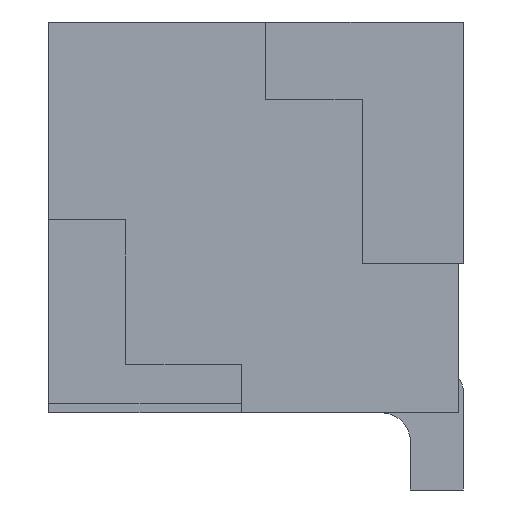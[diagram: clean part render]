
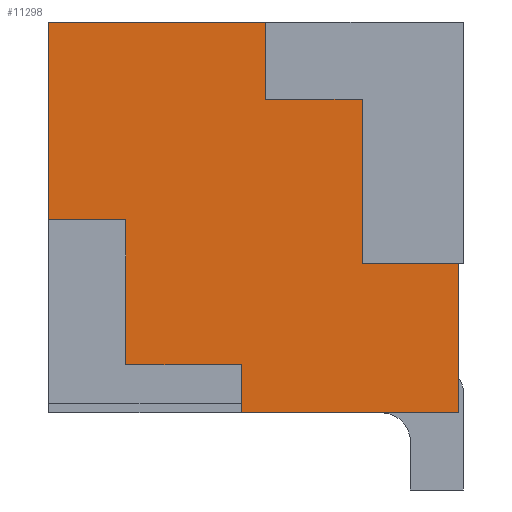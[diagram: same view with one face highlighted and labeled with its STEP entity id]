
A CAD part, left-side view. The second image highlights one B-rep face of the part: STEP entity #11298.
In plain terms, the highlighted planar face has unit normal (-1, 0, 0).
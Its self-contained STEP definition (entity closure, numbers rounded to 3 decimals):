
#10925=CARTESIAN_POINT('',(-9.75,0.0,-2.025));
#10926=VERTEX_POINT('',#10925);
#10933=CARTESIAN_POINT('',(-9.75,2.25,-2.025));
#10934=VERTEX_POINT('',#10933);
#10935=CARTESIAN_POINT('',(-9.75,4.25,-2.025));
#10936=DIRECTION('',(0.0,-1.0,0.0));
#10937=VECTOR('',#10936,1.0);
#10938=LINE('',#10935,#10937);
#10939=EDGE_CURVE('n� 981',#10934,#10926,#10938,.T.);
#11175=CARTESIAN_POINT('',(-9.75,4.25,-0.025));
#11176=VERTEX_POINT('',#11175);
#11183=CARTESIAN_POINT('',(-9.75,4.25,2.025));
#11184=VERTEX_POINT('',#11183);
#11185=CARTESIAN_POINT('',(-9.75,4.25,2.025));
#11186=DIRECTION('',(0.0,0.0,1.0));
#11187=VECTOR('',#11186,1.0);
#11188=LINE('',#11185,#11187);
#11189=EDGE_CURVE('n� 978',#11176,#11184,#11188,.T.);
#11213=CARTESIAN_POINT('',(-9.75,1.0,1.225));
#11214=VERTEX_POINT('',#11213);
#11215=CARTESIAN_POINT('',(-9.75,2.0,1.225));
#11216=VERTEX_POINT('',#11215);
#11217=CARTESIAN_POINT('',(-9.75,2.0,1.225));
#11218=DIRECTION('',(0.0,1.0,0.0));
#11219=VECTOR('',#11218,1.0);
#11220=LINE('',#11217,#11219);
#11221=EDGE_CURVE('n� 2179',#11214,#11216,#11220,.T.);
#11222=ORIENTED_EDGE('',*,*,#11221,.T.);
#11223=CARTESIAN_POINT('',(-9.75,2.0,2.025));
#11224=VERTEX_POINT('',#11223);
#11225=CARTESIAN_POINT('',(-9.75,2.0,2.025));
#11226=DIRECTION('',(0.0,0.0,1.0));
#11227=VECTOR('',#11226,1.0);
#11228=LINE('',#11225,#11227);
#11229=EDGE_CURVE('n� 2176',#11216,#11224,#11228,.T.);
#11230=ORIENTED_EDGE('',*,*,#11229,.T.);
#11231=CARTESIAN_POINT('',(-9.75,4.25,2.025));
#11232=DIRECTION('',(-0.0,-1.0,0.0));
#11233=VECTOR('',#11232,1.0);
#11234=LINE('',#11231,#11233);
#11235=EDGE_CURVE('n� 75',#11184,#11224,#11234,.T.);
#11236=ORIENTED_EDGE('',*,*,#11235,.F.);
#11237=ORIENTED_EDGE('',*,*,#11189,.F.);
#11238=CARTESIAN_POINT('',(-9.75,3.45,-0.025));
#11239=VERTEX_POINT('',#11238);
#11240=CARTESIAN_POINT('',(-9.75,3.45,-0.025));
#11241=DIRECTION('',(0.0,1.0,0.0));
#11242=VECTOR('',#11241,1.0);
#11243=LINE('',#11240,#11242);
#11244=EDGE_CURVE('n� 1046',#11239,#11176,#11243,.T.);
#11245=ORIENTED_EDGE('',*,*,#11244,.F.);
#11246=CARTESIAN_POINT('',(-9.75,3.45,-1.525));
#11247=VERTEX_POINT('',#11246);
#11248=CARTESIAN_POINT('',(-9.75,3.45,-1.525));
#11249=DIRECTION('',(0.0,0.0,1.0));
#11250=VECTOR('',#11249,1.0);
#11251=LINE('',#11248,#11250);
#11252=EDGE_CURVE('n� 1061',#11247,#11239,#11251,.T.);
#11253=ORIENTED_EDGE('',*,*,#11252,.F.);
#11254=CARTESIAN_POINT('',(-9.75,2.25,-1.525));
#11255=VERTEX_POINT('',#11254);
#11256=CARTESIAN_POINT('',(-9.75,2.25,-1.525));
#11257=DIRECTION('',(0.0,1.0,0.0));
#11258=VECTOR('',#11257,1.0);
#11259=LINE('',#11256,#11258);
#11260=EDGE_CURVE('n� 1058',#11255,#11247,#11259,.T.);
#11261=ORIENTED_EDGE('',*,*,#11260,.F.);
#11262=CARTESIAN_POINT('',(-9.75,2.25,-2.025));
#11263=DIRECTION('',(0.0,0.0,1.0));
#11264=VECTOR('',#11263,1.0);
#11265=LINE('',#11262,#11264);
#11266=EDGE_CURVE('n� 1055',#10934,#11255,#11265,.T.);
#11267=ORIENTED_EDGE('',*,*,#11266,.F.);
#11268=ORIENTED_EDGE('',*,*,#10939,.T.);
#11269=CARTESIAN_POINT('',(-9.75,0.0,-0.475));
#11270=VERTEX_POINT('',#11269);
#11271=CARTESIAN_POINT('',(-9.75,0.0,2.025));
#11272=DIRECTION('',(-0.0,0.0,1.0));
#11273=VECTOR('',#11272,1.0);
#11274=LINE('',#11271,#11273);
#11275=EDGE_CURVE('n� 49',#10926,#11270,#11274,.T.);
#11276=ORIENTED_EDGE('',*,*,#11275,.T.);
#11277=CARTESIAN_POINT('',(-9.75,1.0,-0.475));
#11278=VERTEX_POINT('',#11277);
#11279=CARTESIAN_POINT('',(-9.75,1.0,-0.475));
#11280=DIRECTION('',(0.0,1.0,0.0));
#11281=VECTOR('',#11280,1.0);
#11282=LINE('',#11279,#11281);
#11283=EDGE_CURVE('n� 2185',#11270,#11278,#11282,.T.);
#11284=ORIENTED_EDGE('',*,*,#11283,.T.);
#11285=CARTESIAN_POINT('',(-9.75,1.0,1.225));
#11286=DIRECTION('',(0.0,0.0,1.0));
#11287=VECTOR('',#11286,1.0);
#11288=LINE('',#11285,#11287);
#11289=EDGE_CURVE('n� 2182',#11278,#11214,#11288,.T.);
#11290=ORIENTED_EDGE('',*,*,#11289,.T.);
#11291=EDGE_LOOP('',(
    #11222,#11230,#11236,#11237,#11245,#11253,#11261,#11267,#11268,#11276,
    #11284,#11290));
#11292=FACE_OUTER_BOUND('',#11291,.T.);
#11293=CARTESIAN_POINT('',(-9.75,4.25,2.025));
#11294=DIRECTION('',(1.0,-0.0,0.0));
#11295=DIRECTION('',(0.0,0.0,-1.0));
#11296=AXIS2_PLACEMENT_3D('',#11293,#11294,#11295);
#11297=PLANE('',#11296);
#11298=ADVANCED_FACE('n� 81',(#11292),#11297,.F.);
